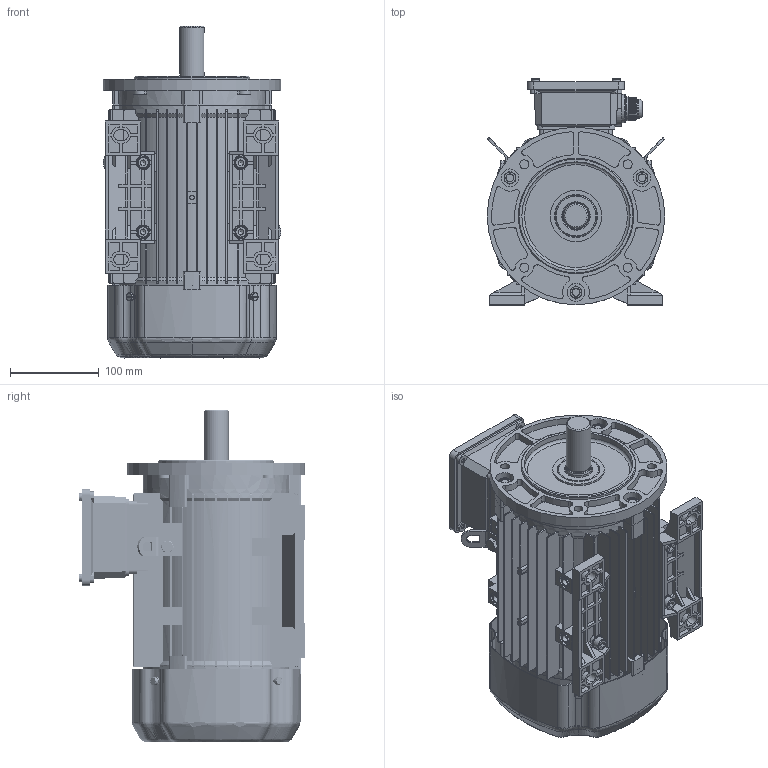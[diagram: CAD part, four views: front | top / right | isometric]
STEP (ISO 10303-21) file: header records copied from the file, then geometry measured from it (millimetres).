
FILE_DESCRIPTION(/* description */ (''),/* implementation_level */ '2;1');
FILE_NAME(/* name */ 'JL3-100-B34B.step',/* time_stamp */ '2021-09-19T15:59:36+08:00',/* author */ (''),/* organization */ (''),/* preprocessor_version */ 'ST-DEVELOPER v16',/* originating_system */ 'SIEMENS PLM Software NX 10.0',/* authorisation */ '');
FILE_SCHEMA (('AUTOMOTIVE_DESIGN { 1 0 10303 214 3 1 1 1 }'));
Products named in the file (1): JL3-100-B3_step
Bounding box: 200.01 x 254.5 x 374 mm (x, y, z)
Volume: 1928199.5 mm3; surface area: 1098187.2 mm2
Topology: 60 solids, 60 shells, 4539 faces, 12494 edges, 8229 vertices
Faces by surface type: plane 2386, cylinder 1532, bspline 242, cone 197, torus 176, sphere 6
Full cylindrical faces by diameter (mm): 2 x4, 4 x11, 4.48 x9, 4.8 x4, 5 x21, 5.3 x3, 5.8 x14, 7.188 x6, 8 x31, 8.58 x6, 9 x6, 9.1 x6, 10 x10, 11 x12, 12 x4, 13 x8, 13.75 x1, 14.785 x6, 15 x4, 16 x12, 16.25 x2, 18.75 x4, 19.375 x6, 20 x15, 20.312 x1, 20.625 x6, 21.25 x6, 21.562 x1, 23.438 x4, 24.2 x2
Entity records: 181615 total; most frequent: CARTESIAN_POINT 69273, ORIENTED_EDGE 23718, DIRECTION 22087, EDGE_CURVE 11859, VERTEX_POINT 7999, AXIS2_PLACEMENT_3D 7738, LINE 6611, VECTOR 6611
